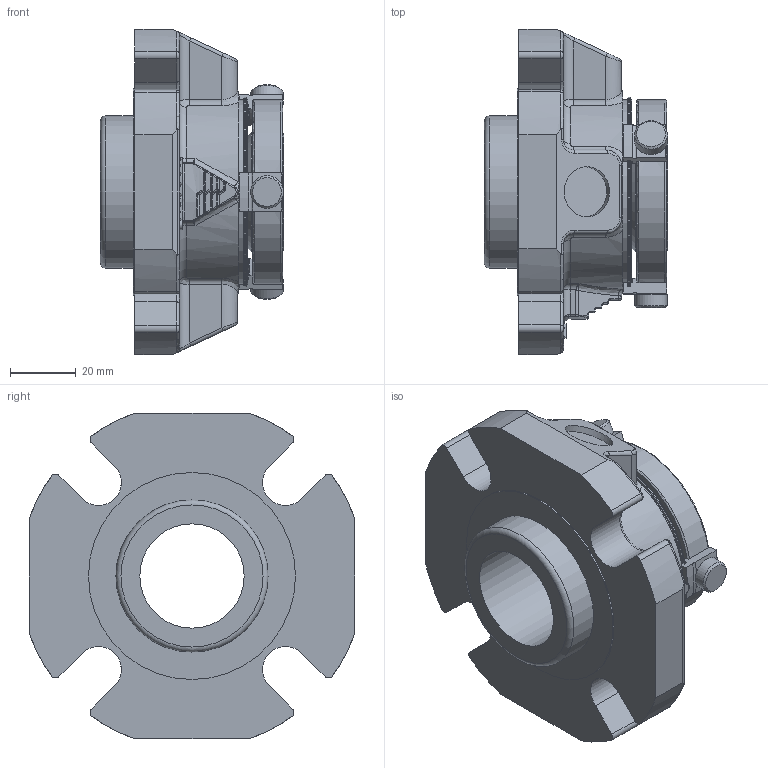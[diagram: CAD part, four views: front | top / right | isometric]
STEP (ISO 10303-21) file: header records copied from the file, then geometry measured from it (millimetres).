
FILE_DESCRIPTION(/* description */ ('Unknown'),/* implementation_level */ '2;1');
FILE_NAME(/* name */ '1.250 SMSS SEAL ARRANGEMENT',/* time_stamp */ '2023-04-17T12:19:55+01:00',/* author */ ('Unknown'),/* organization */ ('Unknown'),/* preprocessor_version */ 'ST-DEVELOPER v18.102',/* originating_system */ 'Solid Edge',/* authorisation */ 'Unknown');
FILE_SCHEMA (('AUTOMOTIVE_DESIGN {1 0 10303 214 3 1 1}'));
Length unit declared in the file: millimetre
Products named in the file (1): 1.250
Bounding box: 55.73 x 99.06 x 99.06 mm (x, y, z)
Volume: 179600.6 mm3; surface area: 37970.8 mm2
Topology: 1 solids, 1 shells, 476 faces, 1168 edges, 708 vertices
Faces by surface type: cylinder 192, plane 135, torus 68, bspline 49, sphere 18, cone 14
Full cylindrical faces by diameter (mm): 3.118 x1, 10 x3, 15.25 x2, 31.75 x1, 35.763 x1, 36.271 x1, 46.304 x1, 56.159 x3, 57.683 x1, 63 x1
Entity records: 14469 total; most frequent: CARTESIAN_POINT 3488, DIRECTION 2363, ORIENTED_EDGE 2250, EDGE_CURVE 1125, AXIS2_PLACEMENT_3D 942, VERTEX_POINT 698, EDGE_LOOP 531, FACE_BOUND 531
